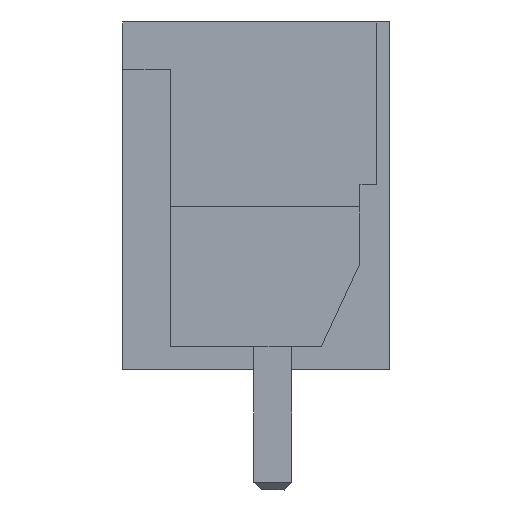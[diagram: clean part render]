
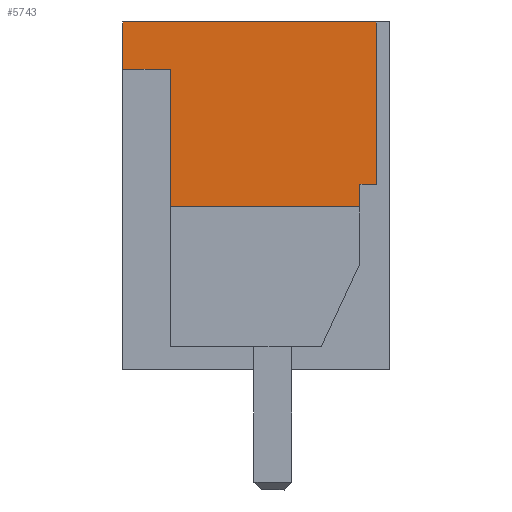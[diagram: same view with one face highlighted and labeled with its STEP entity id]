
A CAD part, left-side view. The second image highlights one B-rep face of the part: STEP entity #5743.
In plain terms, the highlighted planar face has unit normal (-1, 0, 0).
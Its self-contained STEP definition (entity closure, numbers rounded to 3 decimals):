
#5691=AXIS2_PLACEMENT_3D('Plane Axis2P3D',#5688,#5689,#5690) ;
#1307=CARTESIAN_POINT('Vertex',(0.,7.07,12.4)) ;
#1310=CARTESIAN_POINT('Line Origine',(0.,3.71,12.4)) ;
#1314=CARTESIAN_POINT('Vertex',(0.,0.35,12.4)) ;
#5582=CARTESIAN_POINT('Vertex',(0.,7.07,11.15)) ;
#5585=CARTESIAN_POINT('Line Origine',(0.,7.07,11.775)) ;
#5688=CARTESIAN_POINT('Axis2P3D Location',(0.,0.,0.)) ;
#5693=CARTESIAN_POINT('Line Origine',(0.,0.78,7.8)) ;
#5697=CARTESIAN_POINT('Vertex',(0.,0.78,7.5)) ;
#5699=CARTESIAN_POINT('Vertex',(0.,0.78,8.1)) ;
#5702=CARTESIAN_POINT('Line Origine',(0.,0.565,8.1)) ;
#5706=CARTESIAN_POINT('Vertex',(0.,0.35,8.1)) ;
#5709=CARTESIAN_POINT('Line Origine',(0.,0.35,10.25)) ;
#5714=CARTESIAN_POINT('Line Origine',(0.,6.435,11.15)) ;
#5718=CARTESIAN_POINT('Vertex',(0.,5.8,11.15)) ;
#5721=CARTESIAN_POINT('Line Origine',(0.,5.8,9.325)) ;
#5725=CARTESIAN_POINT('Vertex',(0.,5.8,7.5)) ;
#5728=CARTESIAN_POINT('Line Origine',(0.,3.29,7.5)) ;
#1311=DIRECTION('Vector Direction',(0.,-1.,0.)) ;
#5586=DIRECTION('Vector Direction',(0.,0.,1.)) ;
#5689=DIRECTION('Axis2P3D Direction',(-1.,0.,0.)) ;
#5690=DIRECTION('Axis2P3D XDirection',(0.,0.,1.)) ;
#5694=DIRECTION('Vector Direction',(0.,0.,-1.)) ;
#5703=DIRECTION('Vector Direction',(0.,1.,0.)) ;
#5710=DIRECTION('Vector Direction',(0.,0.,-1.)) ;
#5715=DIRECTION('Vector Direction',(0.,1.,0.)) ;
#5722=DIRECTION('Vector Direction',(0.,0.,1.)) ;
#5729=DIRECTION('Vector Direction',(0.,-1.,0.)) ;
#1312=VECTOR('Line Direction',#1311,1.) ;
#5587=VECTOR('Line Direction',#5586,1.) ;
#5695=VECTOR('Line Direction',#5694,1.) ;
#5704=VECTOR('Line Direction',#5703,1.) ;
#5711=VECTOR('Line Direction',#5710,1.) ;
#5716=VECTOR('Line Direction',#5715,1.) ;
#5723=VECTOR('Line Direction',#5722,1.) ;
#5730=VECTOR('Line Direction',#5729,1.) ;
#5734=ORIENTED_EDGE('',*,*,#5701,.T.) ;
#5735=ORIENTED_EDGE('',*,*,#5708,.T.) ;
#5736=ORIENTED_EDGE('',*,*,#5713,.T.) ;
#5737=ORIENTED_EDGE('',*,*,#1316,.T.) ;
#5738=ORIENTED_EDGE('',*,*,#5589,.T.) ;
#5739=ORIENTED_EDGE('',*,*,#5720,.T.) ;
#5740=ORIENTED_EDGE('',*,*,#5727,.T.) ;
#5741=ORIENTED_EDGE('',*,*,#5732,.T.) ;
#5743=ADVANCED_FACE('HOUSING',(#5742),#5692,.T.) ;
#1316=EDGE_CURVE('',#1315,#1308,#1313,.F.) ;
#5589=EDGE_CURVE('',#1308,#5583,#5588,.F.) ;
#5701=EDGE_CURVE('',#5698,#5700,#5696,.F.) ;
#5708=EDGE_CURVE('',#5700,#5707,#5705,.F.) ;
#5713=EDGE_CURVE('',#5707,#1315,#5712,.F.) ;
#5720=EDGE_CURVE('',#5583,#5719,#5717,.F.) ;
#5727=EDGE_CURVE('',#5719,#5726,#5724,.F.) ;
#5732=EDGE_CURVE('',#5726,#5698,#5731,.T.) ;
#5733=EDGE_LOOP('',(#5734,#5735,#5736,#5737,#5738,#5739,#5740,#5741)) ;
#5742=FACE_OUTER_BOUND('',#5733,.T.) ;
#1313=LINE('Line',#1310,#1312) ;
#5588=LINE('Line',#5585,#5587) ;
#5696=LINE('Line',#5693,#5695) ;
#5705=LINE('Line',#5702,#5704) ;
#5712=LINE('Line',#5709,#5711) ;
#5717=LINE('Line',#5714,#5716) ;
#5724=LINE('Line',#5721,#5723) ;
#5731=LINE('Line',#5728,#5730) ;
#5692=PLANE('',#5691) ;
#1308=VERTEX_POINT('',#1307) ;
#1315=VERTEX_POINT('',#1314) ;
#5583=VERTEX_POINT('',#5582) ;
#5698=VERTEX_POINT('',#5697) ;
#5700=VERTEX_POINT('',#5699) ;
#5707=VERTEX_POINT('',#5706) ;
#5719=VERTEX_POINT('',#5718) ;
#5726=VERTEX_POINT('',#5725) ;
